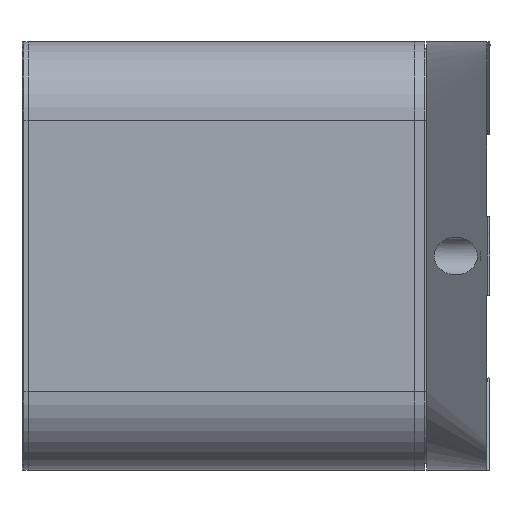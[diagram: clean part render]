
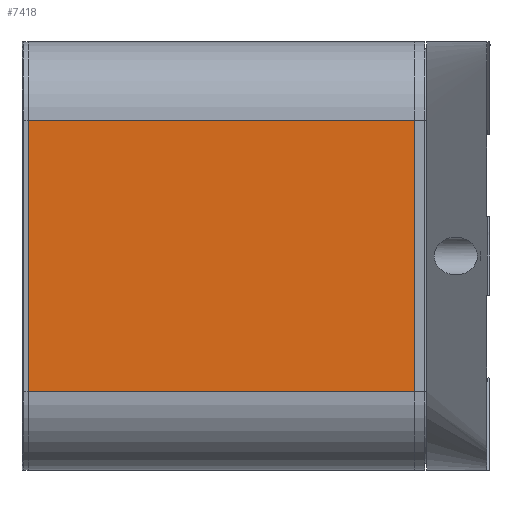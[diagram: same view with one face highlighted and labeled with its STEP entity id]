
A CAD part, left-side view. The second image highlights one B-rep face of the part: STEP entity #7418.
In plain terms, the highlighted face is planar.
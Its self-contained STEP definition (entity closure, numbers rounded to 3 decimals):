
#390 = VERTEX_POINT ( 'NONE', #18871 ) ;
#471 = VERTEX_POINT ( 'NONE', #14317 ) ;
#4530 = CARTESIAN_POINT ( 'NONE',  ( 120.5, 122.5, -68. ) ) ;
#5532 = VECTOR ( 'NONE', #8616, 1000. ) ;
#5863 = FACE_OUTER_BOUND ( 'NONE', #22230, .T. ) ;
#6184 = DIRECTION ( 'NONE',  ( 0., 0., -1. ) ) ;
#7418 = ADVANCED_FACE ( 'NONE', ( #5863 ), #23902, .F. ) ;
#7527 = CARTESIAN_POINT ( 'NONE',  ( 120.5, 0., -43. ) ) ;
#8616 = DIRECTION ( 'NONE',  ( 0., 1., 0. ) ) ;
#8622 = ORIENTED_EDGE ( 'NONE', *, *, #31845, .F. ) ;
#9768 = DIRECTION ( 'NONE',  ( 0., -1., 0. ) ) ;
#11189 = CARTESIAN_POINT ( 'NONE',  ( 120.5, 122.5, -68. ) ) ;
#11505 = VECTOR ( 'NONE', #6184, 1000. ) ;
#13856 = CARTESIAN_POINT ( 'NONE',  ( 120.5, 0., -68. ) ) ;
#14317 = CARTESIAN_POINT ( 'NONE',  ( 120.5, 0., 43. ) ) ;
#14385 = ORIENTED_EDGE ( 'NONE', *, *, #15162, .T. ) ;
#14485 = LINE ( 'NONE', #4530, #26492 ) ;
#15162 = EDGE_CURVE ( 'NONE', #31028, #471, #23270, .T. ) ;
#17817 = CARTESIAN_POINT ( 'NONE',  ( 120.5, 122.5, 43. ) ) ;
#18238 = LINE ( 'NONE', #13856, #11505 ) ;
#18871 = CARTESIAN_POINT ( 'NONE',  ( 120.5, 122.5, -43. ) ) ;
#19195 = VECTOR ( 'NONE', #9768, 1000. ) ;
#19611 = AXIS2_PLACEMENT_3D ( 'NONE', #11189, #29036, #31733 ) ;
#19866 = DIRECTION ( 'NONE',  ( 0., 0., -1. ) ) ;
#20032 = VERTEX_POINT ( 'NONE', #7527 ) ;
#22230 = EDGE_LOOP ( 'NONE', ( #23426, #29361, #8622, #14385 ) ) ;
#22554 = EDGE_CURVE ( 'NONE', #20032, #390, #27508, .T. ) ;
#23270 = LINE ( 'NONE', #30006, #19195 ) ;
#23426 = ORIENTED_EDGE ( 'NONE', *, *, #29081, .T. ) ;
#23902 = PLANE ( 'NONE',  #19611 ) ;
#26492 = VECTOR ( 'NONE', #19866, 1000. ) ;
#26608 = CARTESIAN_POINT ( 'NONE',  ( 120.5, 122.5, -43. ) ) ;
#27508 = LINE ( 'NONE', #26608, #5532 ) ;
#29036 = DIRECTION ( 'NONE',  ( -1., 0., 0. ) ) ;
#29081 = EDGE_CURVE ( 'NONE', #471, #20032, #18238, .T. ) ;
#29361 = ORIENTED_EDGE ( 'NONE', *, *, #22554, .T. ) ;
#30006 = CARTESIAN_POINT ( 'NONE',  ( 120.5, 122.5, 43. ) ) ;
#31028 = VERTEX_POINT ( 'NONE', #17817 ) ;
#31733 = DIRECTION ( 'NONE',  ( 0., 0., 1. ) ) ;
#31845 = EDGE_CURVE ( 'NONE', #31028, #390, #14485, .T. ) ;
